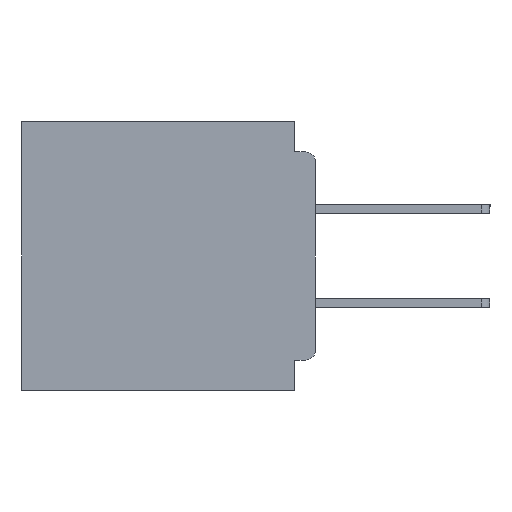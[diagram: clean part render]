
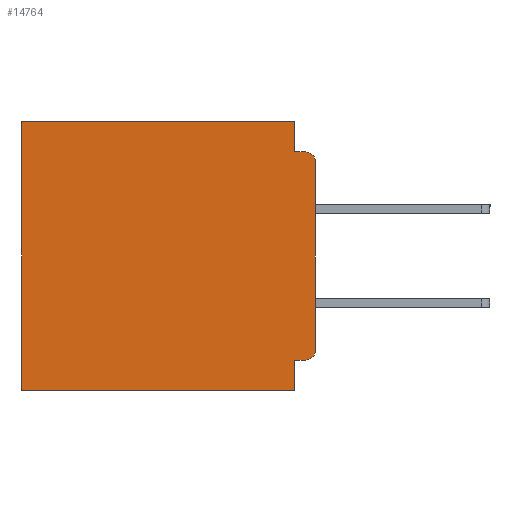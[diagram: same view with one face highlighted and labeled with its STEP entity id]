
A CAD part, left-side view. The second image highlights one B-rep face of the part: STEP entity #14764.
In plain terms, the highlighted planar face has unit normal (-1, 0, 0).
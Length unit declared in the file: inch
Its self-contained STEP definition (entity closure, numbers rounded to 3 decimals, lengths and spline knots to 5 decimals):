
#230 = CARTESIAN_POINT ( 'NONE',  ( 0.3, 0., 0. ) ) ;
#294 = CARTESIAN_POINT ( 'NONE',  ( 0.3, 0.031, -0.355 ) ) ;
#600 = EDGE_CURVE ( 'NONE', #16083, #13567, #1214, .T. ) ;
#813 = DIRECTION ( 'NONE',  ( 0., 1., 0. ) ) ;
#915 = VERTEX_POINT ( 'NONE', #19830 ) ;
#1027 = ORIENTED_EDGE ( 'NONE', *, *, #33921, .F. ) ;
#1214 = LINE ( 'NONE', #11654, #23166 ) ;
#1556 = AXIS2_PLACEMENT_3D ( 'NONE', #14676, #33679, #17458 ) ;
#2056 = CARTESIAN_POINT ( 'NONE',  ( 0.3, 0., -0.34 ) ) ;
#2354 = CARTESIAN_POINT ( 'NONE',  ( 0.3, 0., -0.4 ) ) ;
#2471 = EDGE_CURVE ( 'NONE', #12083, #32613, #19607, .T. ) ;
#2744 = VECTOR ( 'NONE', #813, 39.37008 ) ;
#3621 = LINE ( 'NONE', #24317, #4491 ) ;
#4491 = VECTOR ( 'NONE', #13359, 39.37008 ) ;
#6847 = LINE ( 'NONE', #15791, #14175 ) ;
#7098 = AXIS2_PLACEMENT_3D ( 'NONE', #27761, #11374, #30476 ) ;
#7613 = AXIS2_PLACEMENT_3D ( 'NONE', #2354, #29766, #13488 ) ;
#7886 = LINE ( 'NONE', #20154, #27978 ) ;
#7954 = ORIENTED_EDGE ( 'NONE', *, *, #2471, .F. ) ;
#8678 = EDGE_CURVE ( 'NONE', #12083, #14586, #31009, .T. ) ;
#8741 = CIRCLE ( 'NONE', #1556, 0.015 ) ;
#8796 = ORIENTED_EDGE ( 'NONE', *, *, #20799, .T. ) ;
#8811 = VERTEX_POINT ( 'NONE', #25052 ) ;
#9040 = CIRCLE ( 'NONE', #7098, 0.015 ) ;
#9438 = EDGE_CURVE ( 'NONE', #32613, #18779, #7886, .T. ) ;
#10468 = VERTEX_POINT ( 'NONE', #29902 ) ;
#10653 = DIRECTION ( 'NONE',  ( 0., 0., -1. ) ) ;
#11374 = DIRECTION ( 'NONE',  ( -1., 0., 0. ) ) ;
#11654 = CARTESIAN_POINT ( 'NONE',  ( 0.3, 0.031, -0.4 ) ) ;
#11793 = DIRECTION ( 'NONE',  ( 0., 0., -1. ) ) ;
#12007 = EDGE_CURVE ( 'NONE', #8811, #18126, #9040, .T. ) ;
#12083 = VERTEX_POINT ( 'NONE', #33456 ) ;
#13359 = DIRECTION ( 'NONE',  ( 0., 1., 0. ) ) ;
#13488 = DIRECTION ( 'NONE',  ( 0., 0., -1. ) ) ;
#13567 = VERTEX_POINT ( 'NONE', #20817 ) ;
#13575 = ORIENTED_EDGE ( 'NONE', *, *, #24827, .T. ) ;
#14175 = VECTOR ( 'NONE', #34748, 39.37008 ) ;
#14586 = VERTEX_POINT ( 'NONE', #33654 ) ;
#14676 = CARTESIAN_POINT ( 'NONE',  ( 0.3, 0.015, -0.06 ) ) ;
#14764 = ADVANCED_FACE ( 'NONE', ( #17092 ), #21604, .F. ) ;
#14899 = ORIENTED_EDGE ( 'NONE', *, *, #600, .F. ) ;
#15689 = CARTESIAN_POINT ( 'NONE',  ( 0.3, 0.437, -0.4 ) ) ;
#15791 = CARTESIAN_POINT ( 'NONE',  ( 0.3, 0., -0.355 ) ) ;
#16083 = VERTEX_POINT ( 'NONE', #294 ) ;
#17045 = ORIENTED_EDGE ( 'NONE', *, *, #24566, .F. ) ;
#17092 = FACE_OUTER_BOUND ( 'NONE', #20801, .T. ) ;
#17458 = DIRECTION ( 'NONE',  ( 0., 0., -1. ) ) ;
#18126 = VERTEX_POINT ( 'NONE', #2056 ) ;
#18413 = DIRECTION ( 'NONE',  ( 0., 0., -1. ) ) ;
#18779 = VERTEX_POINT ( 'NONE', #32302 ) ;
#18825 = VECTOR ( 'NONE', #18413, 39.37008 ) ;
#19145 = ORIENTED_EDGE ( 'NONE', *, *, #24154, .F. ) ;
#19607 = LINE ( 'NONE', #21165, #34017 ) ;
#19830 = CARTESIAN_POINT ( 'NONE',  ( 0.3, 0., -0.06 ) ) ;
#20154 = CARTESIAN_POINT ( 'NONE',  ( 0.3, 0., -0.045 ) ) ;
#20522 = DIRECTION ( 'NONE',  ( 0., 0., -1. ) ) ;
#20799 = EDGE_CURVE ( 'NONE', #14586, #10468, #26048, .T. ) ;
#20801 = EDGE_LOOP ( 'NONE', ( #19145, #13575, #20864, #7954, #22545, #8796, #17045, #14899, #1027, #22576 ) ) ;
#20817 = CARTESIAN_POINT ( 'NONE',  ( 0.3, 0.031, -0.4 ) ) ;
#20864 = ORIENTED_EDGE ( 'NONE', *, *, #9438, .F. ) ;
#21165 = CARTESIAN_POINT ( 'NONE',  ( 0.3, 0.031, 0. ) ) ;
#21264 = VECTOR ( 'NONE', #11793, 39.37008 ) ;
#21604 = PLANE ( 'NONE',  #7613 ) ;
#22107 = LINE ( 'NONE', #33601, #21264 ) ;
#22545 = ORIENTED_EDGE ( 'NONE', *, *, #8678, .T. ) ;
#22576 = ORIENTED_EDGE ( 'NONE', *, *, #12007, .T. ) ;
#23166 = VECTOR ( 'NONE', #10653, 39.37008 ) ;
#24154 = EDGE_CURVE ( 'NONE', #915, #18126, #22107, .T. ) ;
#24317 = CARTESIAN_POINT ( 'NONE',  ( 0.3, 0., -0.4 ) ) ;
#24566 = EDGE_CURVE ( 'NONE', #13567, #10468, #3621, .T. ) ;
#24827 = EDGE_CURVE ( 'NONE', #915, #18779, #8741, .T. ) ;
#25052 = CARTESIAN_POINT ( 'NONE',  ( 0.3, 0.015, -0.355 ) ) ;
#26048 = LINE ( 'NONE', #15689, #18825 ) ;
#26311 = CARTESIAN_POINT ( 'NONE',  ( 0.3, 0.031, -0.045 ) ) ;
#27761 = CARTESIAN_POINT ( 'NONE',  ( 0.3, 0.015, -0.34 ) ) ;
#27978 = VECTOR ( 'NONE', #33668, 39.37008 ) ;
#29766 = DIRECTION ( 'NONE',  ( 1., 0., 0. ) ) ;
#29902 = CARTESIAN_POINT ( 'NONE',  ( 0.3, 0.437, -0.4 ) ) ;
#30476 = DIRECTION ( 'NONE',  ( 0., 0., -1. ) ) ;
#31009 = LINE ( 'NONE', #230, #2744 ) ;
#32302 = CARTESIAN_POINT ( 'NONE',  ( 0.3, 0.015, -0.045 ) ) ;
#32613 = VERTEX_POINT ( 'NONE', #26311 ) ;
#33456 = CARTESIAN_POINT ( 'NONE',  ( 0.3, 0.031, 0. ) ) ;
#33601 = CARTESIAN_POINT ( 'NONE',  ( 0.3, 0., -0.4 ) ) ;
#33654 = CARTESIAN_POINT ( 'NONE',  ( 0.3, 0.437, 0. ) ) ;
#33668 = DIRECTION ( 'NONE',  ( 0., -1., 0. ) ) ;
#33679 = DIRECTION ( 'NONE',  ( -1., 0., 0. ) ) ;
#33921 = EDGE_CURVE ( 'NONE', #8811, #16083, #6847, .T. ) ;
#34017 = VECTOR ( 'NONE', #20522, 39.37008 ) ;
#34748 = DIRECTION ( 'NONE',  ( 0., 1., 0. ) ) ;
